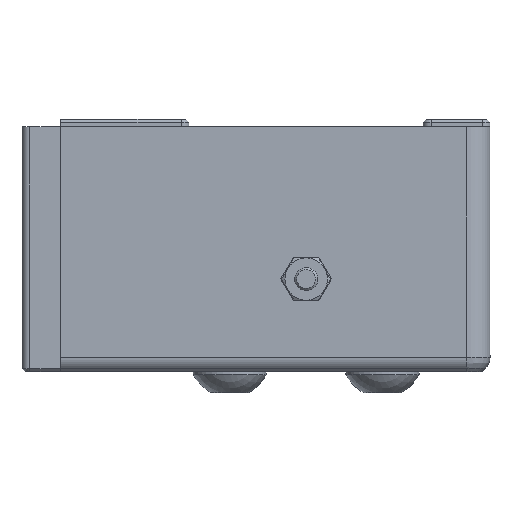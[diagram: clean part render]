
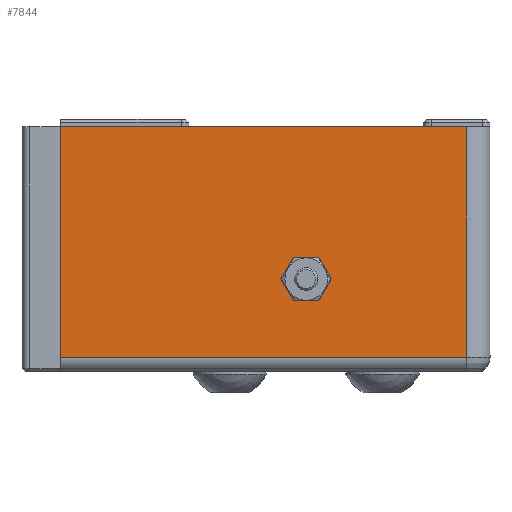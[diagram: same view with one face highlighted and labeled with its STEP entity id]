
A CAD part, top view. The second image highlights one B-rep face of the part: STEP entity #7844.
In plain terms, the highlighted planar face has unit normal (0, 0, 1).
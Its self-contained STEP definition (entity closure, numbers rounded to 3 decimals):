
#687=LINE('',#14349,#1232);
#695=LINE('',#14367,#1240);
#750=LINE('',#14555,#1295);
#815=LINE('',#15202,#1360);
#818=LINE('',#15207,#1363);
#820=LINE('',#15211,#1365);
#822=LINE('',#15215,#1367);
#824=LINE('',#15219,#1369);
#826=LINE('',#15222,#1371);
#828=LINE('',#15228,#1373);
#1232=VECTOR('',#10843,10.);
#1240=VECTOR('',#10859,10.);
#1295=VECTOR('',#11058,10.);
#1360=VECTOR('',#11339,10.);
#1363=VECTOR('',#11344,10.);
#1365=VECTOR('',#11348,10.);
#1367=VECTOR('',#11352,10.);
#1369=VECTOR('',#11356,10.);
#1371=VECTOR('',#11360,10.);
#1373=VECTOR('',#11370,10.);
#1621=FACE_BOUND('',#2628,.T.);
#2098=FACE_OUTER_BOUND('',#2627,.T.);
#2627=EDGE_LOOP('',(#7160,#7161,#7162,#7163));
#2628=EDGE_LOOP('',(#7164,#7165,#7166,#7167,#7168,#7169));
#3656=VERTEX_POINT('',#14346);
#3657=VERTEX_POINT('',#14348);
#3663=VERTEX_POINT('',#14366);
#3724=VERTEX_POINT('',#14553);
#3799=VERTEX_POINT('',#15200);
#3800=VERTEX_POINT('',#15201);
#3801=VERTEX_POINT('',#15206);
#3802=VERTEX_POINT('',#15210);
#3803=VERTEX_POINT('',#15214);
#3804=VERTEX_POINT('',#15218);
#4678=EDGE_CURVE('',#3656,#3657,#687,.T.);
#4687=EDGE_CURVE('',#3657,#3663,#695,.T.);
#4781=EDGE_CURVE('',#3724,#3656,#750,.T.);
#4913=EDGE_CURVE('',#3799,#3800,#815,.T.);
#4916=EDGE_CURVE('',#3801,#3799,#818,.T.);
#4918=EDGE_CURVE('',#3802,#3801,#820,.T.);
#4920=EDGE_CURVE('',#3803,#3802,#822,.T.);
#4922=EDGE_CURVE('',#3804,#3803,#824,.T.);
#4924=EDGE_CURVE('',#3800,#3804,#826,.T.);
#4927=EDGE_CURVE('',#3663,#3724,#828,.T.);
#7160=ORIENTED_EDGE('',*,*,#4781,.F.);
#7161=ORIENTED_EDGE('',*,*,#4927,.F.);
#7162=ORIENTED_EDGE('',*,*,#4687,.F.);
#7163=ORIENTED_EDGE('',*,*,#4678,.F.);
#7164=ORIENTED_EDGE('',*,*,#4913,.T.);
#7165=ORIENTED_EDGE('',*,*,#4924,.T.);
#7166=ORIENTED_EDGE('',*,*,#4922,.T.);
#7167=ORIENTED_EDGE('',*,*,#4920,.T.);
#7168=ORIENTED_EDGE('',*,*,#4918,.T.);
#7169=ORIENTED_EDGE('',*,*,#4916,.T.);
#7366=PLANE('',#8891);
#7844=ADVANCED_FACE('',(#2098,#1621),#7366,.T.);
#8891=AXIS2_PLACEMENT_3D('',#15230,#11373,#11374);
#10843=DIRECTION('',(0.,1.,0.));
#10859=DIRECTION('',(1.,0.,0.));
#11058=DIRECTION('',(-1.,0.,0.));
#11339=DIRECTION('',(0.5,-0.866,0.));
#11344=DIRECTION('',(1.,0.,0.));
#11348=DIRECTION('',(0.5,0.866,0.));
#11352=DIRECTION('',(-0.5,0.866,0.));
#11356=DIRECTION('',(-1.,0.,0.));
#11360=DIRECTION('',(-0.5,-0.866,0.));
#11370=DIRECTION('',(0.,-1.,0.));
#11373=DIRECTION('center_axis',(0.,0.,
1.));
#11374=DIRECTION('ref_axis',(-1.,0.,0.));
#14346=CARTESIAN_POINT('',(-10.303,-1.172,369.));
#14348=CARTESIAN_POINT('',(-10.303,28.75,369.));
#14349=CARTESIAN_POINT('',(-10.303,22.,369.));
#14366=CARTESIAN_POINT('',(42.407,28.75,369.));
#14367=CARTESIAN_POINT('',(3.624,28.75,369.));
#14553=CARTESIAN_POINT('',(42.407,-1.172,369.));
#14555=CARTESIAN_POINT('',(-2.293,-1.172,369.));
#15200=CARTESIAN_POINT('',(23.202,11.85,369.));
#15201=CARTESIAN_POINT('',(24.848,9.,369.));
#15202=CARTESIAN_POINT('',(27.445,4.5,369.));
#15206=CARTESIAN_POINT('',(19.911,11.85,369.));
#15207=CARTESIAN_POINT('',(33.898,11.85,369.));
#15210=CARTESIAN_POINT('',(18.266,9.,369.));
#15211=CARTESIAN_POINT('',(21.427,14.476,369.));
#15214=CARTESIAN_POINT('',(19.911,6.15,369.));
#15215=CARTESIAN_POINT('',(23.332,0.225,369.));
#15218=CARTESIAN_POINT('',(23.202,6.15,369.));
#15219=CARTESIAN_POINT('',(35.543,6.15,369.));
#15222=CARTESIAN_POINT('',(27.186,13.051,369.));
#15228=CARTESIAN_POINT('',(42.407,22.,369.));
#15230=CARTESIAN_POINT('Origin',(45.607,22.,369.));
